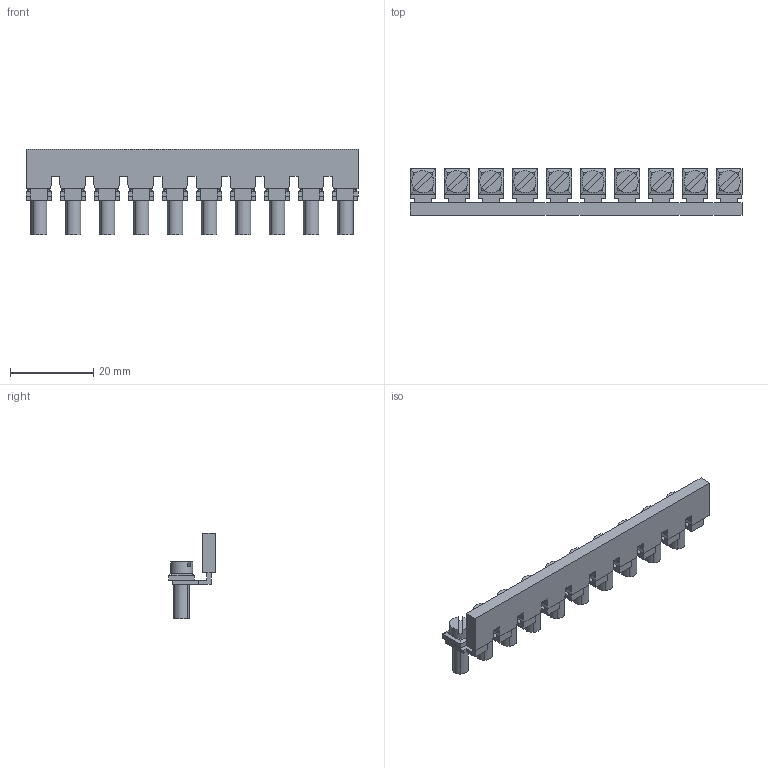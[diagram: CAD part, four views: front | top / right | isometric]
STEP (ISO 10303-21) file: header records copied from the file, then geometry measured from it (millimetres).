
FILE_DESCRIPTION(('Creo Elements/Direct Modeling STEP Export'),'2;1');
FILE_NAME('model.stp','2020-03-14T 0:06:51',(''),(''),'Creo Elements/Direct Modeling STEP processor for AP214 (Solid Model)','Creo Elements/Direct Modeling 20.1A 29-Sep-2018 (C) Parametric Technology GmbH','');
FILE_SCHEMA(('AUTOMOTIVE_DESIGN { 1 0 10303 214 1 1 1 1 }'));
Length unit declared in the file: millimetre
Products named in the file (2): FB_10_URTK_SP-select
Assembly tree (1 placements, depth 2):
  FB_10_URTK_SP-select
    FB_10_URTK_SP-select
Bounding box: 80 x 11.2 x 20.65 mm (x, y, z)
Volume: 4683.1 mm3; surface area: 5910.3 mm2
Topology: 1 solids, 1 shells, 440 faces, 1134 edges, 736 vertices
Faces by surface type: plane 370, cylinder 70
Entity records: 16051 total; most frequent: ORIENTED_EDGE 2268, CARTESIAN_POINT 2164, DIRECTION 1930, EDGE_CURVE 1134, VECTOR 926, LINE 926, VERTEX_POINT 736, AXIS2_PLACEMENT_3D 502
